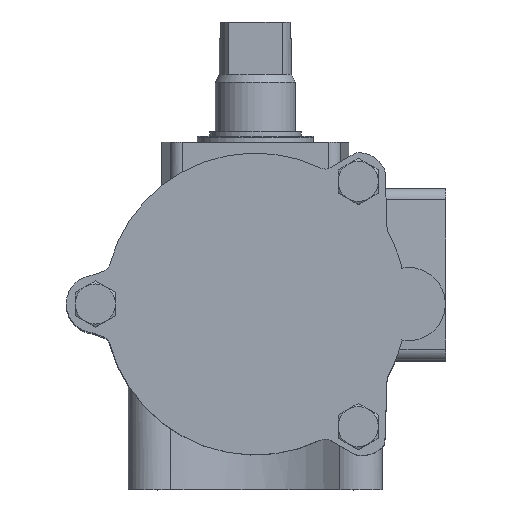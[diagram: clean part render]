
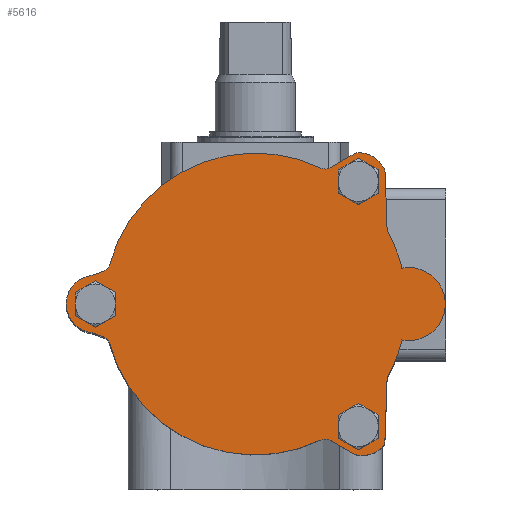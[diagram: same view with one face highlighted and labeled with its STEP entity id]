
A CAD part, top view. The second image highlights one B-rep face of the part: STEP entity #5616.
In plain terms, the highlighted face is planar.
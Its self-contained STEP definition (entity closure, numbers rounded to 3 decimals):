
#144=PLANE('',#6135);
#557=LINE('',#9332,#920);
#558=LINE('',#9336,#921);
#559=LINE('',#9344,#922);
#560=LINE('',#9352,#923);
#561=LINE('',#9360,#924);
#562=LINE('',#9368,#925);
#920=VECTOR('',#7176,1000.);
#921=VECTOR('',#7179,1000.);
#922=VECTOR('',#7186,1000.);
#923=VECTOR('',#7193,1000.);
#924=VECTOR('',#7200,1000.);
#925=VECTOR('',#7207,1000.);
#1555=ORIENTED_EDGE('',*,*,#3101,.T.);
#1556=ORIENTED_EDGE('',*,*,#3102,.F.);
#1557=ORIENTED_EDGE('',*,*,#3103,.T.);
#1558=ORIENTED_EDGE('',*,*,#3104,.F.);
#1559=ORIENTED_EDGE('',*,*,#3105,.F.);
#1560=ORIENTED_EDGE('',*,*,#3106,.F.);
#1561=ORIENTED_EDGE('',*,*,#3107,.T.);
#1562=ORIENTED_EDGE('',*,*,#3108,.F.);
#1563=ORIENTED_EDGE('',*,*,#3109,.T.);
#1564=ORIENTED_EDGE('',*,*,#3110,.F.);
#1565=ORIENTED_EDGE('',*,*,#3111,.F.);
#1566=ORIENTED_EDGE('',*,*,#3112,.F.);
#1567=ORIENTED_EDGE('',*,*,#3113,.F.);
#1568=ORIENTED_EDGE('',*,*,#3114,.F.);
#1569=ORIENTED_EDGE('',*,*,#3115,.F.);
#1570=ORIENTED_EDGE('',*,*,#3116,.F.);
#1571=ORIENTED_EDGE('',*,*,#3117,.F.);
#1572=ORIENTED_EDGE('',*,*,#3118,.F.);
#1573=ORIENTED_EDGE('',*,*,#3119,.F.);
#1574=ORIENTED_EDGE('',*,*,#3120,.F.);
#1575=ORIENTED_EDGE('',*,*,#3121,.F.);
#1576=ORIENTED_EDGE('',*,*,#3122,.F.);
#1577=ORIENTED_EDGE('',*,*,#3123,.F.);
#1578=ORIENTED_EDGE('',*,*,#3124,.F.);
#1579=ORIENTED_EDGE('',*,*,#3125,.F.);
#3101=EDGE_CURVE('',#3851,#3852,#4275,.T.);
#3102=EDGE_CURVE('',#3853,#3852,#4276,.T.);
#3103=EDGE_CURVE('',#3853,#3854,#4277,.T.);
#3104=EDGE_CURVE('',#3855,#3854,#557,.T.);
#3105=EDGE_CURVE('',#3856,#3855,#4278,.T.);
#3106=EDGE_CURVE('',#3857,#3856,#558,.T.);
#3107=EDGE_CURVE('',#3857,#3858,#4279,.T.);
#3108=EDGE_CURVE('',#3859,#3858,#4280,.T.);
#3109=EDGE_CURVE('',#3859,#3860,#4281,.T.);
#3110=EDGE_CURVE('',#3861,#3860,#559,.T.);
#3111=EDGE_CURVE('',#3862,#3861,#4282,.T.);
#3112=EDGE_CURVE('',#3863,#3862,#4283,.T.);
#3113=EDGE_CURVE('',#3864,#3863,#4284,.T.);
#3114=EDGE_CURVE('',#3865,#3864,#560,.T.);
#3115=EDGE_CURVE('',#3866,#3865,#4285,.T.);
#3116=EDGE_CURVE('',#3867,#3866,#4286,.T.);
#3117=EDGE_CURVE('',#3868,#3867,#4287,.T.);
#3118=EDGE_CURVE('',#3869,#3868,#561,.T.);
#3119=EDGE_CURVE('',#3870,#3869,#4288,.T.);
#3120=EDGE_CURVE('',#3871,#3870,#4289,.T.);
#3121=EDGE_CURVE('',#3872,#3871,#4290,.T.);
#3122=EDGE_CURVE('',#3851,#3872,#562,.T.);
#3123=EDGE_CURVE('',#3873,#3873,#4291,.F.);
#3124=EDGE_CURVE('',#3874,#3874,#4292,.F.);
#3125=EDGE_CURVE('',#3875,#3875,#4293,.F.);
#3851=VERTEX_POINT('',#9326);
#3852=VERTEX_POINT('',#9327);
#3853=VERTEX_POINT('',#9329);
#3854=VERTEX_POINT('',#9331);
#3855=VERTEX_POINT('',#9333);
#3856=VERTEX_POINT('',#9335);
#3857=VERTEX_POINT('',#9337);
#3858=VERTEX_POINT('',#9339);
#3859=VERTEX_POINT('',#9341);
#3860=VERTEX_POINT('',#9343);
#3861=VERTEX_POINT('',#9345);
#3862=VERTEX_POINT('',#9347);
#3863=VERTEX_POINT('',#9349);
#3864=VERTEX_POINT('',#9351);
#3865=VERTEX_POINT('',#9353);
#3866=VERTEX_POINT('',#9355);
#3867=VERTEX_POINT('',#9357);
#3868=VERTEX_POINT('',#9359);
#3869=VERTEX_POINT('',#9361);
#3870=VERTEX_POINT('',#9363);
#3871=VERTEX_POINT('',#9365);
#3872=VERTEX_POINT('',#9367);
#3873=VERTEX_POINT('',#9370);
#3874=VERTEX_POINT('',#9372);
#3875=VERTEX_POINT('',#9374);
#4275=CIRCLE('',#6136,2.5);
#4276=CIRCLE('',#6137,37.6);
#4277=CIRCLE('',#6138,2.5);
#4278=CIRCLE('',#6139,7.2);
#4279=CIRCLE('',#6140,2.5);
#4280=CIRCLE('',#6141,37.6);
#4281=CIRCLE('',#6142,2.5);
#4282=CIRCLE('',#6143,2.5);
#4283=CIRCLE('',#6144,7.2);
#4284=CIRCLE('',#6145,2.5);
#4285=CIRCLE('',#6146,37.6);
#4286=CIRCLE('',#6147,9.1);
#4287=CIRCLE('',#6148,37.6);
#4288=CIRCLE('',#6149,2.5);
#4289=CIRCLE('',#6150,7.2);
#4290=CIRCLE('',#6151,2.5);
#4291=CIRCLE('',#6152,5.);
#4292=CIRCLE('',#6153,5.);
#4293=CIRCLE('',#6154,5.);
#4561=EDGE_LOOP('',(#1555,#1556,#1557,#1558,#1559,#1560,#1561,#1562,#1563,
#1564,#1565,#1566,#1567,#1568,#1569,#1570,#1571,#1572,#1573,#1574,#1575,
#1576));
#4562=EDGE_LOOP('',(#1577));
#4563=EDGE_LOOP('',(#1578));
#4564=EDGE_LOOP('',(#1579));
#5030=FACE_BOUND('',#4561,.T.);
#5031=FACE_BOUND('',#4562,.T.);
#5032=FACE_BOUND('',#4563,.T.);
#5033=FACE_BOUND('',#4564,.T.);
#5616=ADVANCED_FACE('',(#5030,#5031,#5032,#5033),#144,.F.);
#6135=AXIS2_PLACEMENT_3D('',#9324,#7168,#7169);
#6136=AXIS2_PLACEMENT_3D('',#9325,#7170,#7171);
#6137=AXIS2_PLACEMENT_3D('',#9328,#7172,#7173);
#6138=AXIS2_PLACEMENT_3D('',#9330,#7174,#7175);
#6139=AXIS2_PLACEMENT_3D('',#9334,#7177,#7178);
#6140=AXIS2_PLACEMENT_3D('',#9338,#7180,#7181);
#6141=AXIS2_PLACEMENT_3D('',#9340,#7182,#7183);
#6142=AXIS2_PLACEMENT_3D('',#9342,#7184,#7185);
#6143=AXIS2_PLACEMENT_3D('',#9346,#7187,#7188);
#6144=AXIS2_PLACEMENT_3D('',#9348,#7189,#7190);
#6145=AXIS2_PLACEMENT_3D('',#9350,#7191,#7192);
#6146=AXIS2_PLACEMENT_3D('',#9354,#7194,#7195);
#6147=AXIS2_PLACEMENT_3D('',#9356,#7196,#7197);
#6148=AXIS2_PLACEMENT_3D('',#9358,#7198,#7199);
#6149=AXIS2_PLACEMENT_3D('',#9362,#7201,#7202);
#6150=AXIS2_PLACEMENT_3D('',#9364,#7203,#7204);
#6151=AXIS2_PLACEMENT_3D('',#9366,#7205,#7206);
#6152=AXIS2_PLACEMENT_3D('',#9369,#7208,#7209);
#6153=AXIS2_PLACEMENT_3D('',#9371,#7210,#7211);
#6154=AXIS2_PLACEMENT_3D('',#9373,#7212,#7213);
#7168=DIRECTION('',(1.,0.,0.));
#7169=DIRECTION('',(0.,0.,-1.));
#7170=DIRECTION('',(1.,0.,0.));
#7171=DIRECTION('',(0.,0.,-1.));
#7172=DIRECTION('',(1.,0.,0.));
#7173=DIRECTION('',(0.,0.,-1.));
#7174=DIRECTION('',(1.,0.,0.));
#7175=DIRECTION('',(0.,0.,-1.));
#7176=DIRECTION('',(0.,0.342,0.94));
#7177=DIRECTION('',(1.,0.,0.));
#7178=DIRECTION('',(0.,0.,-1.));
#7179=DIRECTION('',(0.,0.342,-0.94));
#7180=DIRECTION('',(1.,0.,0.));
#7181=DIRECTION('',(0.,0.,-1.));
#7182=DIRECTION('',(1.,0.,0.));
#7183=DIRECTION('',(0.,0.,-1.));
#7184=DIRECTION('',(1.,0.,0.));
#7185=DIRECTION('',(0.,0.,-1.));
#7186=DIRECTION('',(0.,0.502,-0.865));
#7187=DIRECTION('',(1.,0.,0.));
#7188=DIRECTION('',(0.,0.,-1.));
#7189=DIRECTION('',(1.,0.,0.));
#7190=DIRECTION('',(0.,0.,-1.));
#7191=DIRECTION('',(1.,0.,0.));
#7192=DIRECTION('',(0.,0.,-1.));
#7193=DIRECTION('',(0.,-0.999,-0.035));
#7194=DIRECTION('',(1.,0.,0.));
#7195=DIRECTION('',(0.,0.,-1.));
#7196=DIRECTION('',(1.,0.,0.));
#7197=DIRECTION('',(0.,0.,-1.));
#7198=DIRECTION('',(1.,0.,0.));
#7199=DIRECTION('',(0.,0.,-1.));
#7200=DIRECTION('',(0.,-0.999,0.035));
#7201=DIRECTION('',(1.,0.,0.));
#7202=DIRECTION('',(0.,0.,-1.));
#7203=DIRECTION('',(1.,0.,0.));
#7204=DIRECTION('',(0.,0.,-1.));
#7205=DIRECTION('',(1.,0.,0.));
#7206=DIRECTION('',(0.,0.,-1.));
#7207=DIRECTION('',(0.,0.502,0.865));
#7208=DIRECTION('',(1.,0.,0.));
#7209=DIRECTION('',(0.,0.,-1.));
#7210=DIRECTION('',(1.,0.,0.));
#7211=DIRECTION('',(0.,0.,-1.));
#7212=DIRECTION('',(1.,0.,0.));
#7213=DIRECTION('',(0.,0.,-1.));
#9324=CARTESIAN_POINT('',(-92.45,0.,0.));
#9325=CARTESIAN_POINT('',(-92.45,36.118,17.422));
#9326=CARTESIAN_POINT('',(-92.45,33.955,18.676));
#9327=CARTESIAN_POINT('',(-92.45,33.866,16.336));
#9328=CARTESIAN_POINT('',(-92.45,0.,0.));
#9329=CARTESIAN_POINT('',(-92.45,9.884,-36.278));
#9330=CARTESIAN_POINT('',(-92.45,10.541,-38.69));
#9331=CARTESIAN_POINT('',(-92.45,8.192,-37.835));
#9332=CARTESIAN_POINT('',(-92.45,7.158,-40.674));
#9333=CARTESIAN_POINT('',(-92.45,7.158,-40.674));
#9334=CARTESIAN_POINT('',(-92.45,0.,-39.9));
#9335=CARTESIAN_POINT('',(-92.45,-7.158,-40.674));
#9336=CARTESIAN_POINT('',(-92.45,-8.192,-37.835));
#9337=CARTESIAN_POINT('',(-92.45,-8.192,-37.835));
#9338=CARTESIAN_POINT('',(-92.45,-10.541,-38.69));
#9339=CARTESIAN_POINT('',(-92.45,-9.884,-36.278));
#9340=CARTESIAN_POINT('',(-92.45,0.,0.));
#9341=CARTESIAN_POINT('',(-92.45,-33.866,16.336));
#9342=CARTESIAN_POINT('',(-92.45,-36.118,17.422));
#9343=CARTESIAN_POINT('',(-92.45,-33.955,18.676));
#9344=CARTESIAN_POINT('',(-92.45,-37.303,24.452));
#9345=CARTESIAN_POINT('',(-92.45,-37.303,24.452));
#9346=CARTESIAN_POINT('',(-92.45,-35.14,25.706));
#9347=CARTESIAN_POINT('',(-92.45,-37.593,25.22));
#9348=CARTESIAN_POINT('',(-92.45,-30.53,26.62));
#9349=CARTESIAN_POINT('',(-92.45,-35.865,31.455));
#9350=CARTESIAN_POINT('',(-92.45,-34.013,29.776));
#9351=CARTESIAN_POINT('',(-92.45,-34.1,32.275));
#9352=CARTESIAN_POINT('',(-92.45,-18.338,32.825));
#9353=CARTESIAN_POINT('',(-92.45,-18.338,32.825));
#9354=CARTESIAN_POINT('',(-92.45,0.,0.));
#9355=CARTESIAN_POINT('',(-92.45,-8.944,36.521));
#9356=CARTESIAN_POINT('',(-92.45,0.,38.2));
#9357=CARTESIAN_POINT('',(-92.45,8.944,36.521));
#9358=CARTESIAN_POINT('',(-92.45,0.,0.));
#9359=CARTESIAN_POINT('',(-92.45,18.338,32.825));
#9360=CARTESIAN_POINT('',(-92.45,32.718,32.323));
#9361=CARTESIAN_POINT('',(-92.45,32.718,32.323));
#9362=CARTESIAN_POINT('',(-92.45,32.631,29.825));
#9363=CARTESIAN_POINT('',(-92.45,33.748,32.061));
#9364=CARTESIAN_POINT('',(-92.45,30.53,25.62));
#9365=CARTESIAN_POINT('',(-92.45,37.721,25.974));
#9366=CARTESIAN_POINT('',(-92.45,35.224,25.851));
#9367=CARTESIAN_POINT('',(-92.45,37.387,24.597));
#9368=CARTESIAN_POINT('',(-92.45,33.955,18.676));
#9369=CARTESIAN_POINT('',(-92.45,-30.53,25.62));
#9370=CARTESIAN_POINT('',(-92.45,-30.53,20.62));
#9371=CARTESIAN_POINT('',(-92.45,0.,-39.85));
#9372=CARTESIAN_POINT('',(-92.45,0.,-44.85));
#9373=CARTESIAN_POINT('',(-92.45,30.53,25.62));
#9374=CARTESIAN_POINT('',(-92.45,30.53,20.62));
